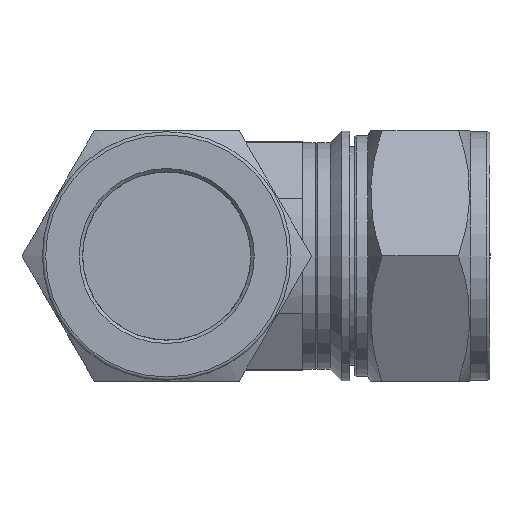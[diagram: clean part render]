
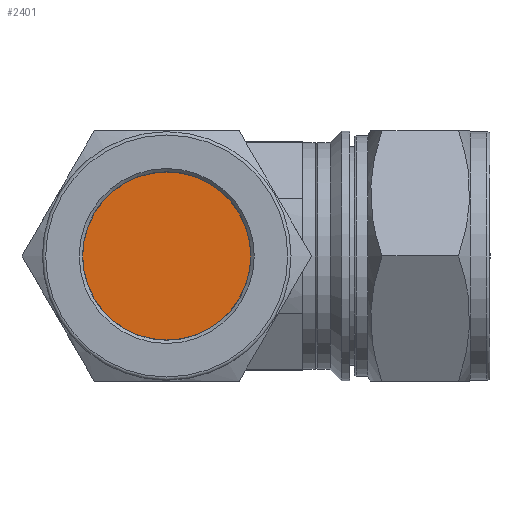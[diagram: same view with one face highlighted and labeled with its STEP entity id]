
A CAD part, left-side view. The second image highlights one B-rep face of the part: STEP entity #2401.
In plain terms, the highlighted planar face has unit normal (-1, 0, 0).
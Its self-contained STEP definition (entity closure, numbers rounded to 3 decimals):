
#243=CIRCLE('',#2596,12.775);
#492=FACE_OUTER_BOUND('',#670,.T.);
#670=EDGE_LOOP('',(#2184));
#1121=VERTEX_POINT('',#3899);
#1395=EDGE_CURVE('',#1121,#1121,#243,.T.);
#2184=ORIENTED_EDGE('',*,*,#1395,.T.);
#2248=PLANE('',#2708);
#2401=ADVANCED_FACE('',(#492),#2248,.T.);
#2596=AXIS2_PLACEMENT_3D('',#3900,#3126,#3127);
#2708=AXIS2_PLACEMENT_3D('',#4340,#3432,#3433);
#3126=DIRECTION('center_axis',(-1.,0.,0.));
#3127=DIRECTION('ref_axis',(0.,1.,0.));
#3432=DIRECTION('center_axis',(-1.,0.,0.));
#3433=DIRECTION('ref_axis',(0.,0.,1.));
#3899=CARTESIAN_POINT('',(-20.7,-12.775,0.));
#3900=CARTESIAN_POINT('Origin',(-20.7,0.,0.));
#4340=CARTESIAN_POINT('Origin',(-20.7,8.238,-7.435));
